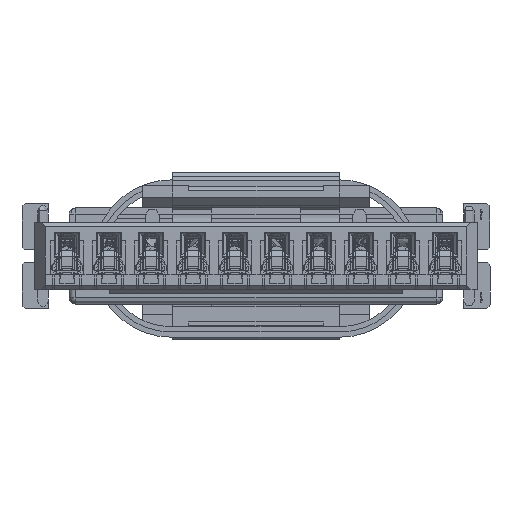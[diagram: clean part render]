
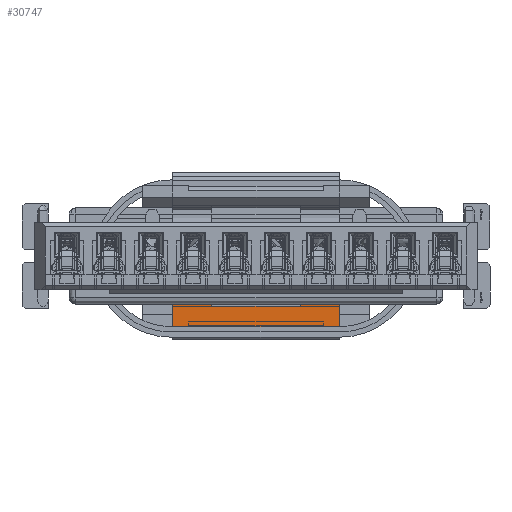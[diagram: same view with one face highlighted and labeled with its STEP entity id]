
A CAD part, front view. The second image highlights one B-rep face of the part: STEP entity #30747.
In plain terms, the highlighted face is planar.
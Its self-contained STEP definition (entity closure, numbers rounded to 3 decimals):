
#178 = VECTOR ( 'NONE', #8599, 1000. ) ;
#285 = CARTESIAN_POINT ( 'NONE',  ( 4., 3.35, -3.8 ) ) ;
#790 = LINE ( 'NONE', #25928, #19866 ) ;
#1368 = CARTESIAN_POINT ( 'NONE',  ( -4., 3.35, -2.2 ) ) ;
#1725 = EDGE_CURVE ( 'NONE', #23175, #2343, #790, .T. ) ;
#1876 = DIRECTION ( 'NONE',  ( 0., 0., -1. ) ) ;
#2095 = ORIENTED_EDGE ( 'NONE', *, *, #19241, .T. ) ;
#2343 = VERTEX_POINT ( 'NONE', #28227 ) ;
#2585 = CARTESIAN_POINT ( 'NONE',  ( 2.1, 3.35, -2.2 ) ) ;
#2936 = ORIENTED_EDGE ( 'NONE', *, *, #1725, .F. ) ;
#3589 = VERTEX_POINT ( 'NONE', #285 ) ;
#3805 = LINE ( 'NONE', #2585, #27003 ) ;
#4473 = VECTOR ( 'NONE', #16402, 1000. ) ;
#5071 = ORIENTED_EDGE ( 'NONE', *, *, #23609, .F. ) ;
#5370 = CARTESIAN_POINT ( 'NONE',  ( -4., 3.35, -3.8 ) ) ;
#6216 = CARTESIAN_POINT ( 'NONE',  ( 4., 3.35, -2.2 ) ) ;
#6566 = VECTOR ( 'NONE', #22939, 1000. ) ;
#7449 = CARTESIAN_POINT ( 'NONE',  ( 2.1, 3.35, -2.2 ) ) ;
#8271 = LINE ( 'NONE', #23456, #26625 ) ;
#8423 = CARTESIAN_POINT ( 'NONE',  ( 2.1, 3.35, -2.4 ) ) ;
#8599 = DIRECTION ( 'NONE',  ( 0., 0., -1. ) ) ;
#8625 = DIRECTION ( 'NONE',  ( 0., 1., 0. ) ) ;
#10452 = EDGE_LOOP ( 'NONE', ( #12100, #16661, #5071, #29317, #13365, #2095, #2936, #13970 ) ) ;
#10753 = VERTEX_POINT ( 'NONE', #7449 ) ;
#10978 = DIRECTION ( 'NONE',  ( 0., 0., 1. ) ) ;
#12100 = ORIENTED_EDGE ( 'NONE', *, *, #19735, .T. ) ;
#12161 = LINE ( 'NONE', #25357, #178 ) ;
#12733 = VERTEX_POINT ( 'NONE', #26123 ) ;
#12759 = LINE ( 'NONE', #1368, #24028 ) ;
#13365 = ORIENTED_EDGE ( 'NONE', *, *, #17113, .T. ) ;
#13970 = ORIENTED_EDGE ( 'NONE', *, *, #15594, .T. ) ;
#15417 = VERTEX_POINT ( 'NONE', #27636 ) ;
#15594 = EDGE_CURVE ( 'NONE', #23175, #15417, #8271, .T. ) ;
#15709 = CARTESIAN_POINT ( 'NONE',  ( 4., 3.35, -2.2 ) ) ;
#16391 = LINE ( 'NONE', #18823, #4473 ) ;
#16402 = DIRECTION ( 'NONE',  ( -1., 0., 0. ) ) ;
#16661 = ORIENTED_EDGE ( 'NONE', *, *, #19592, .T. ) ;
#17113 = EDGE_CURVE ( 'NONE', #3589, #26307, #16391, .T. ) ;
#17287 = AXIS2_PLACEMENT_3D ( 'NONE', #15709, #8625, #25384 ) ;
#17599 = VECTOR ( 'NONE', #26965, 1000. ) ;
#18366 = LINE ( 'NONE', #24556, #17599 ) ;
#18518 = LINE ( 'NONE', #6216, #6566 ) ;
#18823 = CARTESIAN_POINT ( 'NONE',  ( 4., 3.35, -3.8 ) ) ;
#19241 = EDGE_CURVE ( 'NONE', #26307, #2343, #12759, .T. ) ;
#19592 = EDGE_CURVE ( 'NONE', #27550, #10753, #3805, .T. ) ;
#19735 = EDGE_CURVE ( 'NONE', #15417, #27550, #18366, .T. ) ;
#19866 = VECTOR ( 'NONE', #26224, 1000. ) ;
#20966 = CARTESIAN_POINT ( 'NONE',  ( -2.1, 3.35, -2.2 ) ) ;
#21716 = DIRECTION ( 'NONE',  ( 0., 0., 1. ) ) ;
#22427 = FACE_OUTER_BOUND ( 'NONE', #10452, .T. ) ;
#22939 = DIRECTION ( 'NONE',  ( -1., 0., 0. ) ) ;
#22965 = PLANE ( 'NONE',  #17287 ) ;
#23175 = VERTEX_POINT ( 'NONE', #20966 ) ;
#23456 = CARTESIAN_POINT ( 'NONE',  ( -2.1, 3.35, -2.2 ) ) ;
#23609 = EDGE_CURVE ( 'NONE', #12733, #10753, #18518, .T. ) ;
#23630 = EDGE_CURVE ( 'NONE', #12733, #3589, #12161, .T. ) ;
#24028 = VECTOR ( 'NONE', #10978, 1000. ) ;
#24556 = CARTESIAN_POINT ( 'NONE',  ( 2.1, 3.35, -2.4 ) ) ;
#25357 = CARTESIAN_POINT ( 'NONE',  ( 4., 3.35, -2.2 ) ) ;
#25384 = DIRECTION ( 'NONE',  ( 0., 0., 1. ) ) ;
#25928 = CARTESIAN_POINT ( 'NONE',  ( 4., 3.35, -2.2 ) ) ;
#26123 = CARTESIAN_POINT ( 'NONE',  ( 4., 3.35, -2.2 ) ) ;
#26224 = DIRECTION ( 'NONE',  ( -1., 0., 0. ) ) ;
#26307 = VERTEX_POINT ( 'NONE', #5370 ) ;
#26625 = VECTOR ( 'NONE', #1876, 1000. ) ;
#26965 = DIRECTION ( 'NONE',  ( 1., 0., 0. ) ) ;
#27003 = VECTOR ( 'NONE', #21716, 1000. ) ;
#27550 = VERTEX_POINT ( 'NONE', #8423 ) ;
#27636 = CARTESIAN_POINT ( 'NONE',  ( -2.1, 3.35, -2.4 ) ) ;
#28227 = CARTESIAN_POINT ( 'NONE',  ( -4., 3.35, -2.2 ) ) ;
#29317 = ORIENTED_EDGE ( 'NONE', *, *, #23630, .T. ) ;
#30747 = ADVANCED_FACE ( 'NONE', ( #22427 ), #22965, .T. ) ;
